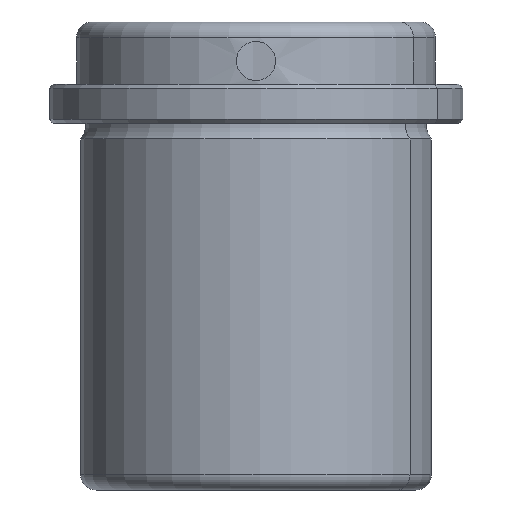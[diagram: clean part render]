
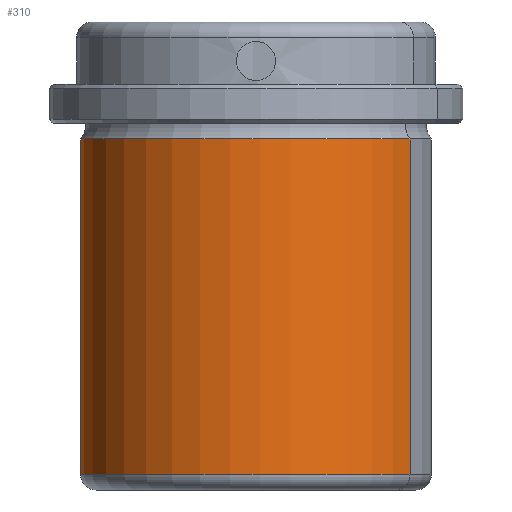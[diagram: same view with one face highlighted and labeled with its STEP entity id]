
A CAD part, front view. The second image highlights one B-rep face of the part: STEP entity #310.
In plain terms, the highlighted cylindrical face has radius 22.5 mm (diameter 45 mm), a partial arc.
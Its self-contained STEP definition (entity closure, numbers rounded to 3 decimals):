
#241=CARTESIAN_POINT('Vertex',(19.746,-10.787,-45.)) ;
#244=CARTESIAN_POINT('Axis2P3D Location',(0.,0.,-45.)) ;
#248=CARTESIAN_POINT('Vertex',(-19.746,10.787,-45.)) ;
#280=CARTESIAN_POINT('Axis2P3D Location',(0.,0.,-17.)) ;
#285=CARTESIAN_POINT('Line Origine',(19.746,-10.787,-24.5)) ;
#289=CARTESIAN_POINT('Vertex',(19.746,-10.787,-2.)) ;
#292=CARTESIAN_POINT('Axis2P3D Location',(0.,0.,-2.)) ;
#296=CARTESIAN_POINT('Vertex',(-19.746,10.787,-2.)) ;
#299=CARTESIAN_POINT('Line Origine',(-19.746,10.787,-24.5)) ;
#245=DIRECTION('Axis2P3D Direction',(0.,0.,-1.)) ;
#281=DIRECTION('Axis2P3D Direction',(0.,0.,-1.)) ;
#282=DIRECTION('Axis2P3D XDirection',(-0.878,0.479,-0.)) ;
#286=DIRECTION('Vector Direction',(0.,0.,-1.)) ;
#293=DIRECTION('Axis2P3D Direction',(0.,0.,-1.)) ;
#300=DIRECTION('Vector Direction',(0.,0.,-1.)) ;
#246=AXIS2_PLACEMENT_3D('Circle Axis2P3D',#244,#245,$) ;
#283=AXIS2_PLACEMENT_3D('Cylinder Axis2P3D',#280,#281,#282) ;
#294=AXIS2_PLACEMENT_3D('Circle Axis2P3D',#292,#293,$) ;
#305=ORIENTED_EDGE('',*,*,#291,.T.) ;
#306=ORIENTED_EDGE('',*,*,#298,.T.) ;
#307=ORIENTED_EDGE('',*,*,#303,.F.) ;
#308=ORIENTED_EDGE('',*,*,#250,.F.) ;
#287=VECTOR('Line Direction',#286,1.) ;
#301=VECTOR('Line Direction',#300,1.) ;
#310=ADVANCED_FACE('PartBody',(#309),#284,.T.) ;
#247=CIRCLE('generated circle',#246,22.5) ;
#295=CIRCLE('generated circle',#294,22.5) ;
#284=CYLINDRICAL_SURFACE('generated cylinder',#283,22.5) ;
#250=EDGE_CURVE('',#242,#249,#247,.T.) ;
#291=EDGE_CURVE('',#242,#290,#288,.F.) ;
#298=EDGE_CURVE('',#290,#297,#295,.T.) ;
#303=EDGE_CURVE('',#249,#297,#302,.F.) ;
#304=EDGE_LOOP('',(#305,#306,#307,#308)) ;
#309=FACE_OUTER_BOUND('',#304,.T.) ;
#288=LINE('Line',#285,#287) ;
#302=LINE('Line',#299,#301) ;
#242=VERTEX_POINT('',#241) ;
#249=VERTEX_POINT('',#248) ;
#290=VERTEX_POINT('',#289) ;
#297=VERTEX_POINT('',#296) ;
